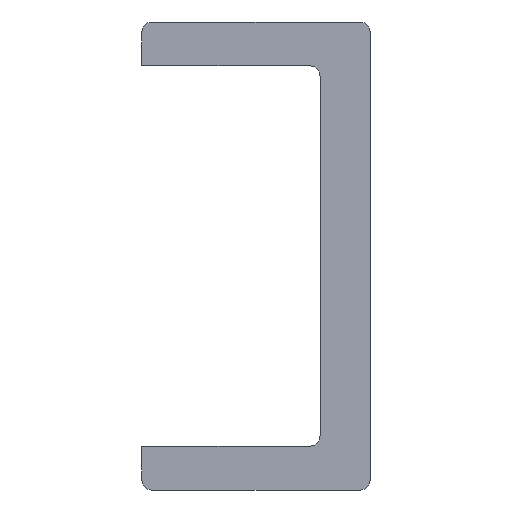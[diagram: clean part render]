
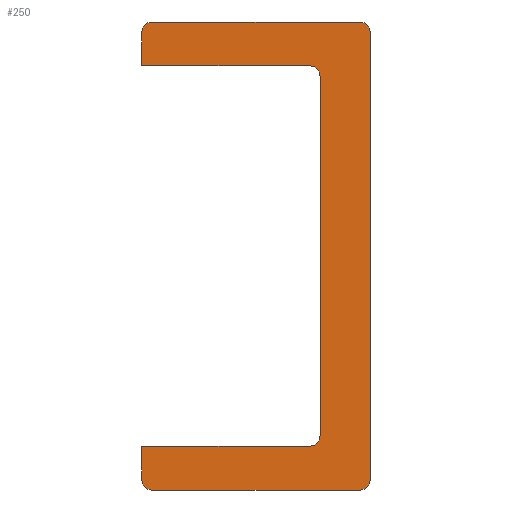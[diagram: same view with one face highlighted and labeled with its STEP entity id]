
A CAD part, front view. The second image highlights one B-rep face of the part: STEP entity #250.
In plain terms, the highlighted planar face has unit normal (0, -1, 0).
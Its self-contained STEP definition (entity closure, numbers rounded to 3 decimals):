
#250 = ADVANCED_FACE( '', ( #658 ), #659, .F. );
#658 = FACE_OUTER_BOUND( '', #1245, .T. );
#659 = PLANE( '', #1246 );
#1245 = EDGE_LOOP( '', ( #1931, #1932, #1933, #1934, #1935, #1936, #1937, #1938, #1939, #1940, #1941, #1942, #1943, #1944 ) );
#1246 = AXIS2_PLACEMENT_3D( '', #1945, #1946, #1947 );
#1931 = ORIENTED_EDGE( '', *, *, #2668, .F. );
#1932 = ORIENTED_EDGE( '', *, *, #2669, .T. );
#1933 = ORIENTED_EDGE( '', *, *, #2513, .F. );
#1934 = ORIENTED_EDGE( '', *, *, #2670, .T. );
#1935 = ORIENTED_EDGE( '', *, *, #2605, .F. );
#1936 = ORIENTED_EDGE( '', *, *, #2671, .F. );
#1937 = ORIENTED_EDGE( '', *, *, #2672, .F. );
#1938 = ORIENTED_EDGE( '', *, *, #2639, .F. );
#1939 = ORIENTED_EDGE( '', *, *, #2673, .F. );
#1940 = ORIENTED_EDGE( '', *, *, #2674, .F. );
#1941 = ORIENTED_EDGE( '', *, *, #2675, .F. );
#1942 = ORIENTED_EDGE( '', *, *, #2676, .T. );
#1943 = ORIENTED_EDGE( '', *, *, #2677, .F. );
#1944 = ORIENTED_EDGE( '', *, *, #2678, .T. );
#1945 = CARTESIAN_POINT( '', ( -10.5, 0., 21.5 ) );
#1946 = DIRECTION( '', ( 0., 1., 0. ) );
#1947 = DIRECTION( '', ( 0., 0., 1. ) );
#2513 = EDGE_CURVE( '', #2841, #2842, #2843, .T. );
#2605 = EDGE_CURVE( '', #2993, #2994, #2995, .T. );
#2639 = EDGE_CURVE( '', #3059, #3060, #3061, .T. );
#2668 = EDGE_CURVE( '', #3105, #3106, #3107, .T. );
#2669 = EDGE_CURVE( '', #3105, #2842, #3108, .F. );
#2670 = EDGE_CURVE( '', #2841, #2994, #3109, .F. );
#2671 = EDGE_CURVE( '', #3110, #2993, #3111, .T. );
#2672 = EDGE_CURVE( '', #3060, #3110, #3112, .T. );
#2673 = EDGE_CURVE( '', #3113, #3059, #3114, .T. );
#2674 = EDGE_CURVE( '', #3115, #3113, #3116, .T. );
#2675 = EDGE_CURVE( '', #3117, #3115, #3118, .T. );
#2676 = EDGE_CURVE( '', #3117, #3119, #3120, .F. );
#2677 = EDGE_CURVE( '', #3121, #3119, #3122, .T. );
#2678 = EDGE_CURVE( '', #3121, #3106, #3123, .F. );
#2841 = VERTEX_POINT( '', #3345 );
#2842 = VERTEX_POINT( '', #3346 );
#2843 = LINE( '', #3347, #3348 );
#2993 = VERTEX_POINT( '', #3501 );
#2994 = VERTEX_POINT( '', #3502 );
#2995 = LINE( '', #3503, #3504 );
#3059 = VERTEX_POINT( '', #3571 );
#3060 = VERTEX_POINT( '', #3572 );
#3061 = LINE( '', #3573, #3574 );
#3105 = VERTEX_POINT( '', #3621 );
#3106 = VERTEX_POINT( '', #3622 );
#3107 = LINE( '', #3623, #3624 );
#3108 = CIRCLE( '', #3625, 0.9 );
#3109 = CIRCLE( '', #3626, 0.9 );
#3110 = VERTEX_POINT( '', #3627 );
#3111 = LINE( '', #3628, #3629 );
#3112 = CIRCLE( '', #3630, 1. );
#3113 = VERTEX_POINT( '', #3631 );
#3114 = CIRCLE( '', #3632, 1. );
#3115 = VERTEX_POINT( '', #3633 );
#3116 = LINE( '', #3634, #3635 );
#3117 = VERTEX_POINT( '', #3636 );
#3118 = LINE( '', #3637, #3638 );
#3119 = VERTEX_POINT( '', #3639 );
#3120 = CIRCLE( '', #3640, 0.9 );
#3121 = VERTEX_POINT( '', #3641 );
#3122 = LINE( '', #3642, #3643 );
#3123 = CIRCLE( '', #3644, 0.9 );
#3345 = CARTESIAN_POINT( '', ( -9.6, 0., 21.5 ) );
#3346 = CARTESIAN_POINT( '', ( 9.6, 0., 21.5 ) );
#3347 = CARTESIAN_POINT( '', ( -10.5, 0., 21.5 ) );
#3348 = VECTOR( '', #3880, 1000. );
#3501 = CARTESIAN_POINT( '', ( -10.5, 0., 17.5 ) );
#3502 = CARTESIAN_POINT( '', ( -10.5, 0., 20.6 ) );
#3503 = CARTESIAN_POINT( '', ( -10.5, 0., -21.5 ) );
#3504 = VECTOR( '', #4052, 1000. );
#3571 = CARTESIAN_POINT( '', ( 5.9, 0., -16.5 ) );
#3572 = CARTESIAN_POINT( '', ( 5.9, 0., 16.5 ) );
#3573 = CARTESIAN_POINT( '', ( 5.9, 0., 16.5 ) );
#3574 = VECTOR( '', #4140, 1000. );
#3621 = CARTESIAN_POINT( '', ( 10.5, 0., 20.6 ) );
#3622 = CARTESIAN_POINT( '', ( 10.5, 0., -20.6 ) );
#3623 = CARTESIAN_POINT( '', ( 10.5, 0., 21.5 ) );
#3624 = VECTOR( '', #4183, 1000. );
#3625 = AXIS2_PLACEMENT_3D( '', #4184, #4185, #4186 );
#3626 = AXIS2_PLACEMENT_3D( '', #4187, #4188, #4189 );
#3627 = CARTESIAN_POINT( '', ( 4.9, 0., 17.5 ) );
#3628 = CARTESIAN_POINT( '', ( 4.9, 0., 17.5 ) );
#3629 = VECTOR( '', #4190, 1000. );
#3630 = AXIS2_PLACEMENT_3D( '', #4191, #4192, #4193 );
#3631 = CARTESIAN_POINT( '', ( 4.9, 0., -17.5 ) );
#3632 = AXIS2_PLACEMENT_3D( '', #4194, #4195, #4196 );
#3633 = CARTESIAN_POINT( '', ( -10.5, 0., -17.5 ) );
#3634 = CARTESIAN_POINT( '', ( 4.9, 0., -17.5 ) );
#3635 = VECTOR( '', #4197, 1000. );
#3636 = CARTESIAN_POINT( '', ( -10.5, 0., -20.6 ) );
#3637 = CARTESIAN_POINT( '', ( -10.5, 0., -21.5 ) );
#3638 = VECTOR( '', #4198, 1000. );
#3639 = CARTESIAN_POINT( '', ( -9.6, 0., -21.5 ) );
#3640 = AXIS2_PLACEMENT_3D( '', #4199, #4200, #4201 );
#3641 = CARTESIAN_POINT( '', ( 9.6, 0., -21.5 ) );
#3642 = CARTESIAN_POINT( '', ( 10.5, 0., -21.5 ) );
#3643 = VECTOR( '', #4202, 1000. );
#3644 = AXIS2_PLACEMENT_3D( '', #4203, #4204, #4205 );
#3880 = DIRECTION( '', ( 1., 0., 0. ) );
#4052 = DIRECTION( '', ( 0., 0., 1. ) );
#4140 = DIRECTION( '', ( 0., 0., 1. ) );
#4183 = DIRECTION( '', ( 0., 0., -1. ) );
#4184 = CARTESIAN_POINT( '', ( 9.6, 0., 20.6 ) );
#4185 = DIRECTION( '', ( 0., 1., 0. ) );
#4186 = DIRECTION( '', ( 0., 0., 1. ) );
#4187 = CARTESIAN_POINT( '', ( -9.6, 0., 20.6 ) );
#4188 = DIRECTION( '', ( 0., 1., 0. ) );
#4189 = DIRECTION( '', ( 0., 0., 1. ) );
#4190 = DIRECTION( '', ( -1., 0., 0. ) );
#4191 = CARTESIAN_POINT( '', ( 4.9, 0., 16.5 ) );
#4192 = DIRECTION( '', ( 0., -1., 0. ) );
#4193 = DIRECTION( '', ( -1., 0., 0. ) );
#4194 = CARTESIAN_POINT( '', ( 4.9, 0., -16.5 ) );
#4195 = DIRECTION( '', ( 0., -1., 0. ) );
#4196 = DIRECTION( '', ( -1., 0., 0. ) );
#4197 = DIRECTION( '', ( 1., 0., 0. ) );
#4198 = DIRECTION( '', ( 0., 0., 1. ) );
#4199 = CARTESIAN_POINT( '', ( -9.6, 0., -20.6 ) );
#4200 = DIRECTION( '', ( 0., 1., 0. ) );
#4201 = DIRECTION( '', ( 0., 0., 1. ) );
#4202 = DIRECTION( '', ( -1., 0., 0. ) );
#4203 = CARTESIAN_POINT( '', ( 9.6, 0., -20.6 ) );
#4204 = DIRECTION( '', ( 0., 1., 0. ) );
#4205 = DIRECTION( '', ( 0., 0., 1. ) );
